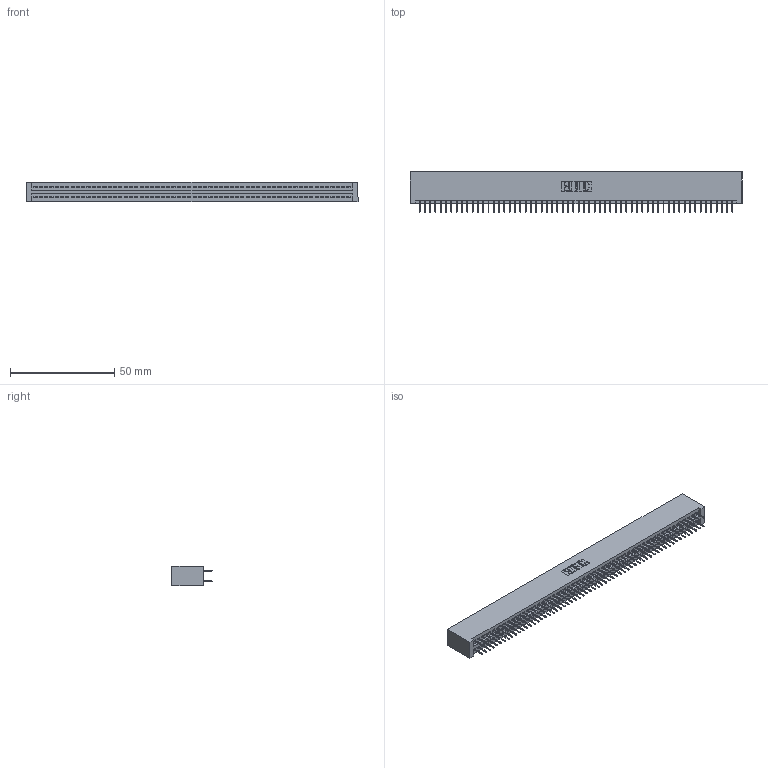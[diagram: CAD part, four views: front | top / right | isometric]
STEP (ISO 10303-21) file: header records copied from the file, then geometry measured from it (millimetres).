
FILE_DESCRIPTION (( 'STEP AP203' ), '1' );
FILE_NAME ('395-120-524-201.STEP', '2018-12-03T13:18:38', ( '' ), ( '' ), 'SwSTEP 2.0', 'SolidWorks 2016', '' );
FILE_SCHEMA (( 'CONFIG_CONTROL_DESIGN' ));
Length unit declared in the file: inch
Products named in the file (3): 395-120-524-201; 345-292-001_345-293-124; 345 Part_No Mounting Lugs
Assembly tree (121 placements, depth 2):
  395-120-524-201
    345 Part_No Mounting Lugs
    345-292-001_345-293-124  x120
Bounding box: 159 x 19.35 x 9.4 mm (x, y, z)
Volume: 16047.2 mm3; surface area: 23893 mm2
Topology: 121 solids, 121 shells, 6598 faces, 18677 edges, 11970 vertices
Faces by surface type: plane 4756, cylinder 1842
Entity records: 44451 total; most frequent: CARTESIAN_POINT 7432, ORIENTED_EDGE 7366, DIRECTION 6527, EDGE_CURVE 3683, VECTOR 3323, LINE 3323, VERTEX_POINT 2450, AXIS2_PLACEMENT_3D 1602
